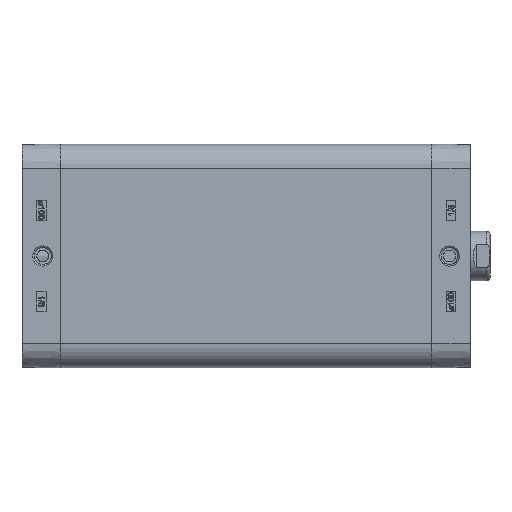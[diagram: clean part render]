
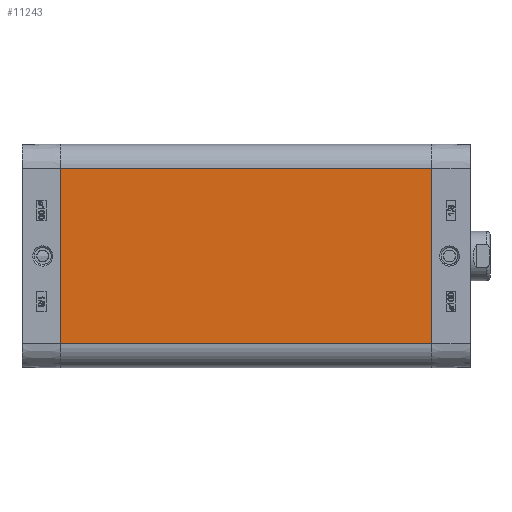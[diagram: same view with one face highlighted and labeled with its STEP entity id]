
A CAD part, left-side view. The second image highlights one B-rep face of the part: STEP entity #11243.
In plain terms, the highlighted planar face has unit normal (-1, 0, 0).
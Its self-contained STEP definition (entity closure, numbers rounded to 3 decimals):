
#5608=CARTESIAN_POINT('',(-56.65,-188.0,44.4));
#5609=VERTEX_POINT('',#5608);
#5616=CARTESIAN_POINT('',(-56.65,-188.0,-44.4));
#5617=VERTEX_POINT('',#5616);
#5618=CARTESIAN_POINT('',(-56.65,-188.0,-44.4));
#5619=DIRECTION('',(0.0,0.0,1.0));
#5620=VECTOR('',#5619,88.8);
#5621=LINE('',#5618,#5620);
#5622=EDGE_CURVE('',#5617,#5609,#5621,.T.);
#11201=CARTESIAN_POINT('',(-56.65,0.0,-44.4));
#11202=VERTEX_POINT('',#11201);
#11203=CARTESIAN_POINT('',(-56.65,0.0,-44.4));
#11204=DIRECTION('',(0.0,-1.0,0.0));
#11205=VECTOR('',#11204,188.0);
#11206=LINE('',#11203,#11205);
#11207=EDGE_CURVE('',#11202,#5617,#11206,.T.);
#11220=CARTESIAN_POINT('',(-56.65,0.0,-44.4));
#11221=DIRECTION('',(-1.0,0.0,0.0));
#11222=DIRECTION('',(0.0,0.0,1.0));
#11223=AXIS2_PLACEMENT_3D('',#11220,#11221,#11222);
#11224=PLANE('',#11223);
#11225=ORIENTED_EDGE('',*,*,#5622,.T.);
#11226=CARTESIAN_POINT('',(-56.65,0.0,44.4));
#11227=VERTEX_POINT('',#11226);
#11228=CARTESIAN_POINT('',(-56.65,0.0,44.4));
#11229=DIRECTION('',(0.0,-1.0,0.0));
#11230=VECTOR('',#11229,188.0);
#11231=LINE('',#11228,#11230);
#11232=EDGE_CURVE('',#11227,#5609,#11231,.T.);
#11233=ORIENTED_EDGE('',*,*,#11232,.F.);
#11234=CARTESIAN_POINT('',(-56.65,0.0,-44.4));
#11235=DIRECTION('',(0.0,0.0,1.0));
#11236=VECTOR('',#11235,88.8);
#11237=LINE('',#11234,#11236);
#11238=EDGE_CURVE('',#11202,#11227,#11237,.T.);
#11239=ORIENTED_EDGE('',*,*,#11238,.F.);
#11240=ORIENTED_EDGE('',*,*,#11207,.T.);
#11241=EDGE_LOOP('',(#11225,#11233,#11239,#11240));
#11242=FACE_OUTER_BOUND('',#11241,.T.);
#11243=ADVANCED_FACE('',(#11242),#11224,.T.);
